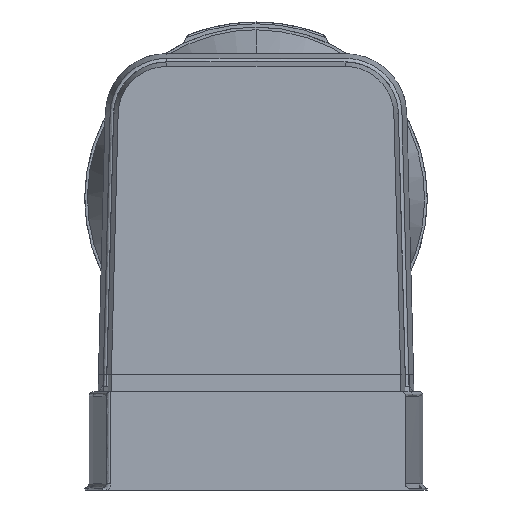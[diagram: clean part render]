
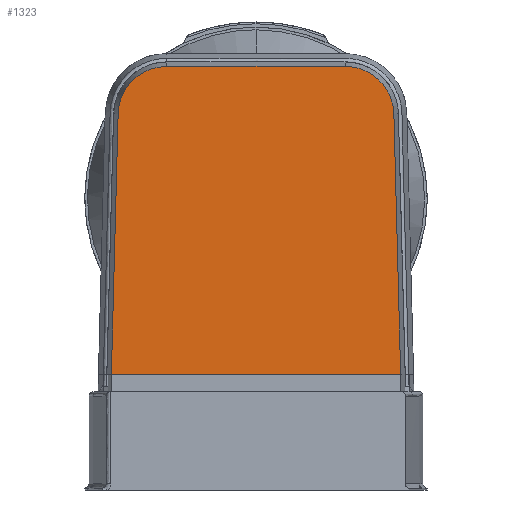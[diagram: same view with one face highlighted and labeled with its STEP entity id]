
A CAD part, front view. The second image highlights one B-rep face of the part: STEP entity #1323.
In plain terms, the highlighted free-form (B-spline) face has degree [1, 1] with [2, 2] control points.
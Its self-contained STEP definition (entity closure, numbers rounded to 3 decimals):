
#1299 = EDGE_CURVE('',#1300,#1302,#1304,.T.);
#1300 = VERTEX_POINT('',#1301);
#1301 = CARTESIAN_POINT('',(32.884,0.,168.725));
#1302 = VERTEX_POINT('',#1303);
#1303 = CARTESIAN_POINT('',(460.313,0.,168.725));
#1304 = B_SPLINE_CURVE_WITH_KNOTS('',1,(#1305,#1306),.UNSPECIFIED.,.F.,
  .F.,(2,2),(-5.19,324.137),.PIECEWISE_BEZIER_KNOTS.);
#1305 = CARTESIAN_POINT('',(32.884,0.,168.725));
#1306 = CARTESIAN_POINT('',(460.313,0.,168.725));
#1323 = ADVANCED_FACE('',(#1324),#1362,.F.);
#1324 = FACE_BOUND('',#1325,.T.);
#1325 = EDGE_LOOP('',(#1326,#1336,#1341,#1342,#1349,#1357));
#1326 = ORIENTED_EDGE('',*,*,#1327,.T.);
#1327 = EDGE_CURVE('',#1328,#1330,#1332,.T.);
#1328 = VERTEX_POINT('',#1329);
#1329 = CARTESIAN_POINT('',(114.481,0.,623.23));
#1330 = VERTEX_POINT('',#1331);
#1331 = CARTESIAN_POINT('',(42.877,0.,553.462));
#1332 = ( BOUNDED_CURVE() B_SPLINE_CURVE(2,(#1333,#1334,#1335),
.UNSPECIFIED.,.F.,.F.) B_SPLINE_CURVE_WITH_KNOTS((3,3),(0.,
1.545),.PIECEWISE_BEZIER_KNOTS.) CURVE() 
GEOMETRIC_REPRESENTATION_ITEM() RATIONAL_B_SPLINE_CURVE((1.,
0.716,1.)) REPRESENTATION_ITEM('') );
#1333 = CARTESIAN_POINT('',(114.481,0.,623.23));
#1334 = CARTESIAN_POINT('',(44.689,0.,623.23));
#1335 = CARTESIAN_POINT('',(42.877,0.,553.462));
#1336 = ORIENTED_EDGE('',*,*,#1337,.T.);
#1337 = EDGE_CURVE('',#1330,#1300,#1338,.T.);
#1338 = B_SPLINE_CURVE_WITH_KNOTS('',1,(#1339,#1340),.UNSPECIFIED.,.F.,
  .F.,(2,2),(0.,296.533),
  .PIECEWISE_BEZIER_KNOTS.);
#1339 = CARTESIAN_POINT('',(42.877,0.,553.462));
#1340 = CARTESIAN_POINT('',(32.884,0.,168.725));
#1341 = ORIENTED_EDGE('',*,*,#1299,.T.);
#1342 = ORIENTED_EDGE('',*,*,#1343,.T.);
#1343 = EDGE_CURVE('',#1302,#1344,#1346,.T.);
#1344 = VERTEX_POINT('',#1345);
#1345 = CARTESIAN_POINT('',(450.32,0.,553.462));
#1346 = B_SPLINE_CURVE_WITH_KNOTS('',1,(#1347,#1348),.UNSPECIFIED.,.F.,
  .F.,(2,2),(-301.819,-5.286),.PIECEWISE_BEZIER_KNOTS.);
#1347 = CARTESIAN_POINT('',(460.313,0.,168.725));
#1348 = CARTESIAN_POINT('',(450.32,0.,553.462));
#1349 = ORIENTED_EDGE('',*,*,#1350,.T.);
#1350 = EDGE_CURVE('',#1344,#1351,#1353,.T.);
#1351 = VERTEX_POINT('',#1352);
#1352 = CARTESIAN_POINT('',(378.716,0.,623.23));
#1353 = ( BOUNDED_CURVE() B_SPLINE_CURVE(2,(#1354,#1355,#1356),
.UNSPECIFIED.,.F.,.F.) B_SPLINE_CURVE_WITH_KNOTS((3,3),(4.738,
6.283),.PIECEWISE_BEZIER_KNOTS.) CURVE() 
GEOMETRIC_REPRESENTATION_ITEM() RATIONAL_B_SPLINE_CURVE((1.,
0.716,1.)) REPRESENTATION_ITEM('') );
#1354 = CARTESIAN_POINT('',(450.32,0.,553.462));
#1355 = CARTESIAN_POINT('',(448.508,0.,623.23));
#1356 = CARTESIAN_POINT('',(378.716,0.,623.23));
#1357 = ORIENTED_EDGE('',*,*,#1358,.T.);
#1358 = EDGE_CURVE('',#1351,#1328,#1359,.T.);
#1359 = B_SPLINE_CURVE_WITH_KNOTS('',1,(#1360,#1361),.UNSPECIFIED.,.F.,
  .F.,(2,2),(-203.589,0.),
  .PIECEWISE_BEZIER_KNOTS.);
#1360 = CARTESIAN_POINT('',(378.716,0.,623.23));
#1361 = CARTESIAN_POINT('',(114.481,0.,623.23));
#1362 = B_SPLINE_SURFACE_WITH_KNOTS('',1,1,(
    (#1363,#1364)
    ,(#1365,#1366
    )),.UNSPECIFIED.,.F.,.F.,.F.,(2,2),(2,2),(-295.,55.188),(
    -62.869,266.458),.PIECEWISE_BEZIER_KNOTS.);
#1363 = CARTESIAN_POINT('',(32.884,0.,168.725));
#1364 = CARTESIAN_POINT('',(460.313,0.,168.725));
#1365 = CARTESIAN_POINT('',(32.884,0.,623.23));
#1366 = CARTESIAN_POINT('',(460.313,0.,623.23));
